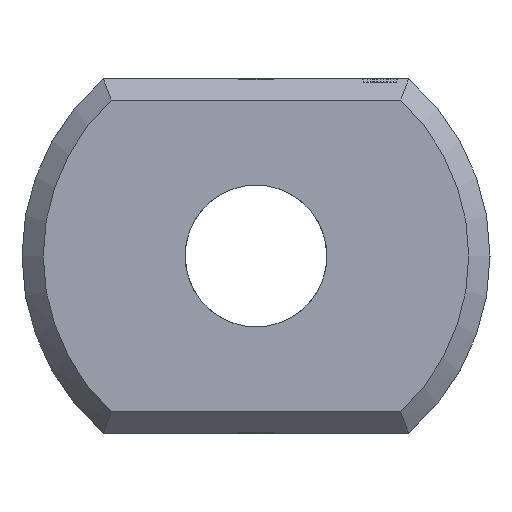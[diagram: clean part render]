
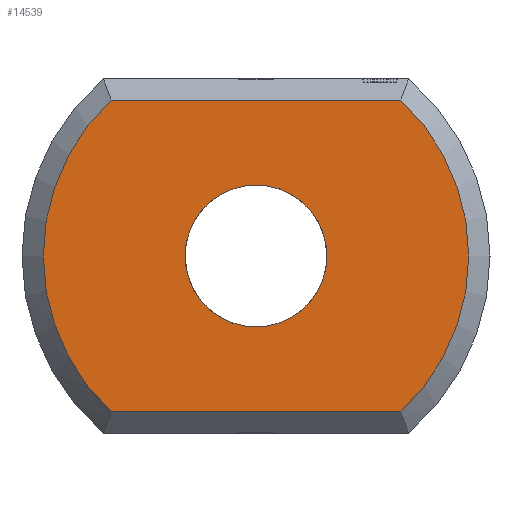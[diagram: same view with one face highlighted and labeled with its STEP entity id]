
A CAD part, left-side view. The second image highlights one B-rep face of the part: STEP entity #14539.
In plain terms, the highlighted planar face has unit normal (-1, 0, 0).
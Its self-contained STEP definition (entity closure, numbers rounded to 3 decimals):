
#3613 = VERTEX_POINT('',#3614);
#3614 = CARTESIAN_POINT('',(0.,-2.04,2.2));
#3623 = VERTEX_POINT('',#3624);
#3624 = CARTESIAN_POINT('',(0.,-2.04,-2.2));
#3631 = EDGE_CURVE('',#3613,#3623,#3632,.T.);
#3632 = CIRCLE('',#3633,3.);
#3633 = AXIS2_PLACEMENT_3D('',#3634,#3635,#3636);
#3634 = CARTESIAN_POINT('',(0.,0.,0.));
#3635 = DIRECTION('',(1.,0.,0.));
#3636 = DIRECTION('',(0.,-0.653,0.758)
  );
#4128 = VERTEX_POINT('',#4129);
#4129 = CARTESIAN_POINT('',(0.,2.04,2.2));
#4136 = EDGE_CURVE('',#3613,#4128,#4137,.T.);
#4137 = LINE('',#4138,#4139);
#4138 = CARTESIAN_POINT('',(0.,-2.154,2.2));
#4139 = VECTOR('',#4140,1.);
#4140 = DIRECTION('',(0.,1.,0.));
#14539 = ADVANCED_FACE('',(#14540,#14559),#14570,.F.);
#14540 = FACE_BOUND('',#14541,.F.);
#14541 = EDGE_LOOP('',(#14542,#14551,#14552,#14553));
#14542 = ORIENTED_EDGE('',*,*,#14543,.T.);
#14543 = EDGE_CURVE('',#14544,#4128,#14546,.T.);
#14544 = VERTEX_POINT('',#14545);
#14545 = CARTESIAN_POINT('',(0.,2.04,-2.2));
#14546 = CIRCLE('',#14547,3.);
#14547 = AXIS2_PLACEMENT_3D('',#14548,#14549,#14550);
#14548 = CARTESIAN_POINT('',(0.,0.,0.));
#14549 = DIRECTION('',(1.,0.,0.));
#14550 = DIRECTION('',(0.,0.653,-0.758)
  );
#14551 = ORIENTED_EDGE('',*,*,#4136,.F.);
#14552 = ORIENTED_EDGE('',*,*,#3631,.T.);
#14553 = ORIENTED_EDGE('',*,*,#14554,.T.);
#14554 = EDGE_CURVE('',#3623,#14544,#14555,.T.);
#14555 = LINE('',#14556,#14557);
#14556 = CARTESIAN_POINT('',(0.,-2.154,-2.2));
#14557 = VECTOR('',#14558,1.);
#14558 = DIRECTION('',(0.,1.,0.));
#14559 = FACE_BOUND('',#14560,.T.);
#14560 = EDGE_LOOP('',(#14561));
#14561 = ORIENTED_EDGE('',*,*,#14562,.T.);
#14562 = EDGE_CURVE('',#14563,#14563,#14565,.T.);
#14563 = VERTEX_POINT('',#14564);
#14564 = CARTESIAN_POINT('',(0.,1.,0.)
  );
#14565 = CIRCLE('',#14566,1.);
#14566 = AXIS2_PLACEMENT_3D('',#14567,#14568,#14569);
#14567 = CARTESIAN_POINT('',(0.,0.,0.));
#14568 = DIRECTION('',(1.,0.,0.));
#14569 = DIRECTION('',(0.,1.,0.));
#14570 = PLANE('',#14571);
#14571 = AXIS2_PLACEMENT_3D('',#14572,#14573,#14574);
#14572 = CARTESIAN_POINT('',(0.,0.,0.));
#14573 = DIRECTION('',(1.,0.,0.));
#14574 = DIRECTION('',(0.,0.,1.));
